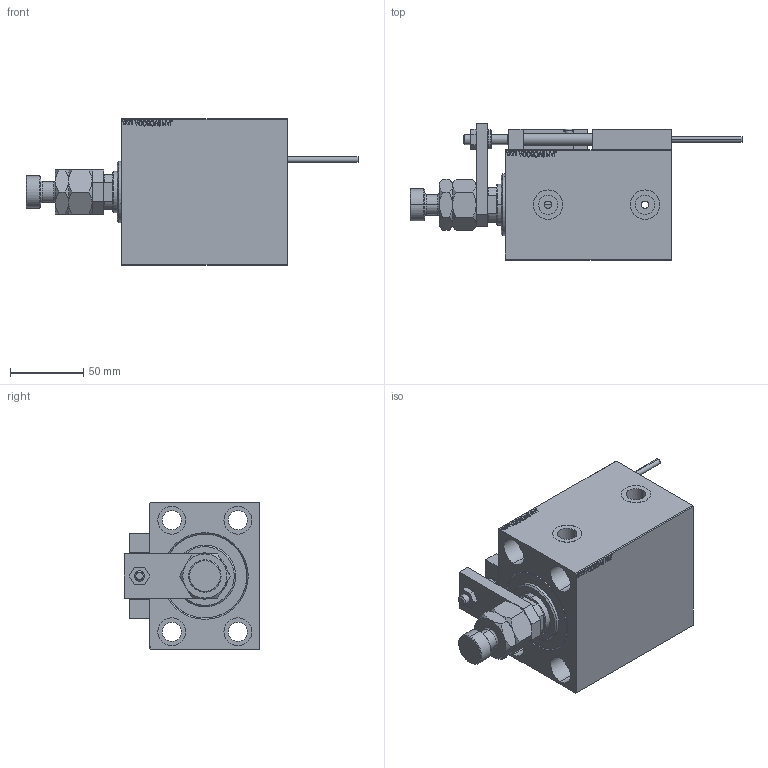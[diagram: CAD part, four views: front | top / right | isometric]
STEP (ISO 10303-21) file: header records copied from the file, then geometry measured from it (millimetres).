
FILE_DESCRIPTION (( 'STEP AP203' ), '1' );
FILE_NAME ('5d4b.STEP', '2022-04-17T07:03:58', ( '' ), ( '' ), 'SwSTEP 2.0', 'SolidWorks 2019', '' );
FILE_SCHEMA (( 'CONFIG_CONTROL_DESIGN' ));
Length unit declared in the file: millimetre
Products named in the file (16): V450CM_C_Body 20c9cd6470bb27b4cd682985b04b55d5; SWITCH_X_FRONT_BACK 20c9cd6470bb27b4cd682985b04b55d5; NUT_D12 20c9cd6470bb27b4cd682985b04b55d5; Block 20c9cd6470bb27b4cd682985b04b55d5; SWITCH X 20c9cd6470bb27b4cd682985b04b55d5; MAGNET 20c9cd6470bb27b4cd682985b04b55d5; ZARAZKA 20c9cd6470bb27b4cd682985b04b55d5; TYC_L79 20c9cd6470bb27b4cd682985b04b55d5; 5d4b; V450CM_VC_B 20c9cd6470bb27b4cd682985b04b55d5; SWITCH DIM B,W 20c9cd6470bb27b4cd682985b04b55d5; V450CM_C_VCP 20c9cd6470bb27b4cd682985b04b55d5; KONCOVKA 20c9cd6470bb27b4cd682985b04b55d5; ALLEN BOLT D5 20c9cd6470bb27b4cd682985b04b55d5; X_Y_MFA 20c9cd6470bb27b4cd682985b04b55d5; ALLEN BOLT D8 20c9cd6470bb27b4cd682985b04b55d5
Assembly tree (25 placements, depth 3):
  5d4b
    V450CM_C_Body 20c9cd6470bb27b4cd682985b04b55d5
    SWITCH X 20c9cd6470bb27b4cd682985b04b55d5
      SWITCH_X_FRONT_BACK 20c9cd6470bb27b4cd682985b04b55d5  x2
      TYC_L79 20c9cd6470bb27b4cd682985b04b55d5
      Block 20c9cd6470bb27b4cd682985b04b55d5  x2
      ALLEN BOLT D5 20c9cd6470bb27b4cd682985b04b55d5  x4
      ALLEN BOLT D8 20c9cd6470bb27b4cd682985b04b55d5  x4
      MAGNET 20c9cd6470bb27b4cd682985b04b55d5  x2
      KONCOVKA 20c9cd6470bb27b4cd682985b04b55d5  x2
    NUT_D12 20c9cd6470bb27b4cd682985b04b55d5
    SWITCH DIM B,W 20c9cd6470bb27b4cd682985b04b55d5
    ZARAZKA 20c9cd6470bb27b4cd682985b04b55d5
    V450CM_C_VCP 20c9cd6470bb27b4cd682985b04b55d5
    V450CM_VC_B 20c9cd6470bb27b4cd682985b04b55d5
    X_Y_MFA 20c9cd6470bb27b4cd682985b04b55d5
Bounding box: 226 x 92.5 x 100 mm (x, y, z)
Volume: 791068 mm3; surface area: 141677.6 mm2
Topology: 24 solids, 24 shells, 1351 faces, 3212 edges, 2045 vertices
Faces by surface type: plane 581, bspline 380, cylinder 204, cone 134, torus 48, sphere 4
Entity records: 52468 total; most frequent: CARTESIAN_POINT 26678, ORIENTED_EDGE 5444, DIRECTION 3756, EDGE_CURVE 2722, VERTEX_POINT 1769, VECTOR 1518, LINE 1518, EDGE_LOOP 1271
